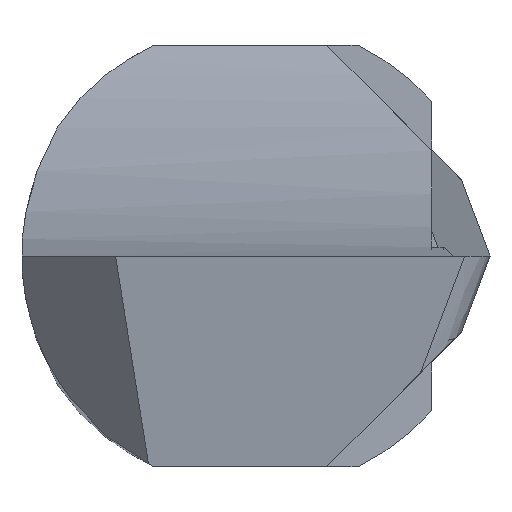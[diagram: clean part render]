
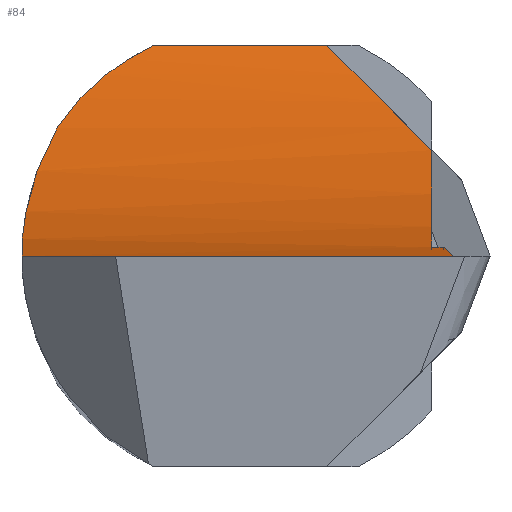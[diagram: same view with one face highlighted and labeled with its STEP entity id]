
A CAD part, left-side view. The second image highlights one B-rep face of the part: STEP entity #84.
In plain terms, the highlighted cylindrical face has radius 5 mm (diameter 10 mm), a partial arc.
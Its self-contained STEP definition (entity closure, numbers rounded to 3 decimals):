
#37=ELLIPSE('',#657,7.071,5.);
#39=B_SPLINE_CURVE_WITH_KNOTS('',3,(#854,#855,#856,#857,#858,#859),
 .UNSPECIFIED.,.F.,.F.,(4,2,4),(0.,0.5,1.),.UNSPECIFIED.);
#47=B_SPLINE_CURVE_WITH_KNOTS('',3,(#1098,#1099,#1100,#1101),
 .UNSPECIFIED.,.F.,.F.,(4,4),(0.,1.),.UNSPECIFIED.);
#52=CYLINDRICAL_SURFACE('',#658,5.);
#58=CIRCLE('',#646,5.);
#84=ADVANCED_FACE('',(#137),#52,.F.);
#137=FACE_OUTER_BOUND('',#167,.T.);
#167=EDGE_LOOP('',(#316,#317,#318,#319,#320,#321,#322));
#316=ORIENTED_EDGE('',*,*,#475,.T.);
#317=ORIENTED_EDGE('',*,*,#476,.F.);
#318=ORIENTED_EDGE('',*,*,#450,.T.);
#319=ORIENTED_EDGE('',*,*,#477,.T.);
#320=ORIENTED_EDGE('',*,*,#396,.F.);
#321=ORIENTED_EDGE('',*,*,#414,.F.);
#322=ORIENTED_EDGE('',*,*,#474,.T.);
#340=VERTEX_POINT('',#813);
#341=VERTEX_POINT('',#814);
#357=VERTEX_POINT('',#853);
#380=VERTEX_POINT('',#993);
#381=VERTEX_POINT('',#995);
#394=VERTEX_POINT('',#1095);
#395=VERTEX_POINT('',#1102);
#396=EDGE_CURVE('',#340,#341,#480,.T.);
#414=EDGE_CURVE('',#357,#340,#39,.T.);
#450=EDGE_CURVE('',#381,#380,#58,.T.);
#474=EDGE_CURVE('',#357,#394,#540,.T.);
#475=EDGE_CURVE('',#394,#395,#47,.T.);
#476=EDGE_CURVE('',#381,#395,#541,.T.);
#477=EDGE_CURVE('',#380,#341,#37,.T.);
#480=LINE('',#812,#544);
#540=LINE('',#1096,#604);
#541=LINE('',#1103,#605);
#544=VECTOR('',#669,1.);
#604=VECTOR('',#791,1.);
#605=VECTOR('',#794,1.);
#646=AXIS2_PLACEMENT_3D('',#994,#750,#751);
#657=AXIS2_PLACEMENT_3D('',#1104,#795,#796);
#658=AXIS2_PLACEMENT_3D('',#1105,#797,#798);
#669=DIRECTION('',(0.,-1.,0.));
#750=DIRECTION('',(0.,-1.,0.));
#751=DIRECTION('',(0.122,0.,-0.992));
#791=DIRECTION('',(0.,-1.,0.));
#794=DIRECTION('',(0.,-1.,0.));
#795=DIRECTION('',(0.,-0.707,0.707));
#796=DIRECTION('',(0.,-0.707,-0.707));
#797=DIRECTION('',(0.,-1.,0.));
#798=DIRECTION('',(-1.,0.,0.));
#812=CARTESIAN_POINT('',(-20.25,0.436,0.9));
#813=CARTESIAN_POINT('',(-20.25,0.436,0.9));
#814=CARTESIAN_POINT('',(-20.25,-0.302,0.9));
#853=CARTESIAN_POINT('',(-23.112,1.,0.));
#854=CARTESIAN_POINT('',(-23.112,1.,0.));
#855=CARTESIAN_POINT('',(-22.579,1.,0.));
#856=CARTESIAN_POINT('',(-22.06,1.011,0.083));
#857=CARTESIAN_POINT('',(-21.053,0.927,0.413));
#858=CARTESIAN_POINT('',(-20.536,0.848,0.701));
#859=CARTESIAN_POINT('',(-20.25,0.436,0.9));
#993=CARTESIAN_POINT('',(-21.034,-0.75,0.452));
#994=CARTESIAN_POINT('',(-23.112,-0.75,5.));
#995=CARTESIAN_POINT('',(-22.5,-0.75,0.038));
#1095=CARTESIAN_POINT('',(-23.112,-0.844,0.));
#1096=CARTESIAN_POINT('',(-23.112,1.,0.));
#1098=CARTESIAN_POINT('',(-23.112,-0.844,0.));
#1099=CARTESIAN_POINT('',(-22.907,-0.826,0.));
#1100=CARTESIAN_POINT('',(-22.703,-0.813,0.012));
#1101=CARTESIAN_POINT('',(-22.5,-0.804,0.038));
#1102=CARTESIAN_POINT('',(-22.5,-0.804,0.038));
#1103=CARTESIAN_POINT('',(-22.5,-0.75,0.038));
#1104=CARTESIAN_POINT('',(-23.112,3.798,5.));
#1105=CARTESIAN_POINT('',(-23.112,1.201,5.));
